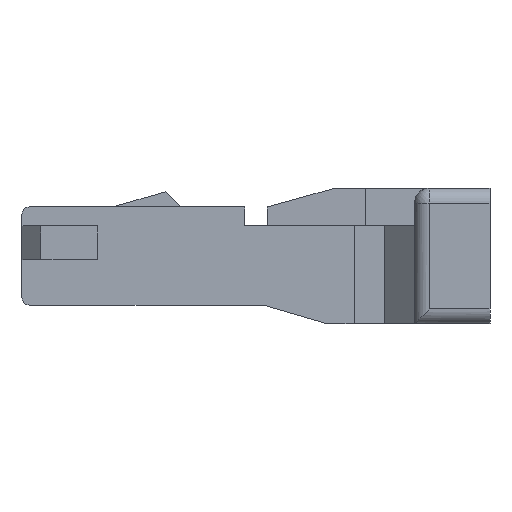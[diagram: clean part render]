
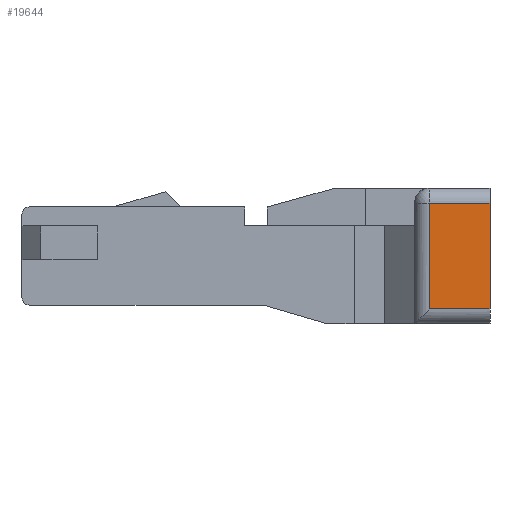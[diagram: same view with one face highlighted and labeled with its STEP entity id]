
A CAD part, left-side view. The second image highlights one B-rep face of the part: STEP entity #19644.
In plain terms, the highlighted planar face has unit normal (-1, 0, 0).
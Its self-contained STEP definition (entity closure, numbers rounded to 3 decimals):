
#55 = CYLINDRICAL_SURFACE('',#56,0.2);
#56 = AXIS2_PLACEMENT_3D('',#57,#58,#59);
#57 = CARTESIAN_POINT('',(-7.035,-10.582,-0.7));
#58 = DIRECTION('',(0.,1.,0.));
#59 = DIRECTION('',(0.,0.,-1.));
#105 = PLANE('',#106);
#106 = AXIS2_PLACEMENT_3D('',#107,#108,#109);
#107 = CARTESIAN_POINT('',(-7.235,-2.5,-0.9));
#108 = DIRECTION('',(0.,-1.,0.));
#109 = DIRECTION('',(1.,0.,0.));
#476 = EDGE_CURVE('',#477,#479,#481,.T.);
#477 = VERTEX_POINT('',#478);
#478 = CARTESIAN_POINT('',(-7.235,-2.5,-0.7));
#479 = VERTEX_POINT('',#480);
#480 = CARTESIAN_POINT('',(-7.235,-1.7,-0.7));
#481 = SURFACE_CURVE('',#482,(#486,#515),.PCURVE_S1.);
#482 = LINE('',#483,#484);
#483 = CARTESIAN_POINT('',(-7.235,-2.5,-0.7));
#484 = VECTOR('',#485,1.);
#485 = DIRECTION('',(0.,1.,0.));
#486 = PCURVE('',#55,#487);
#487 = DEFINITIONAL_REPRESENTATION('',(#488),#514);
#488 = B_SPLINE_CURVE_WITH_KNOTS('',3,(#489,#490,#491,#492,#493,#494,
    #495,#496,#497,#498,#499,#500,#501,#502,#503,#504,#505,#506,#507,
    #508,#509,#510,#511,#512,#513),.UNSPECIFIED.,.F.,.F.,(4,1,1,1,1,1,1,
    1,1,1,1,1,1,1,1,1,1,1,1,1,1,1,4),(0.,0.036,
    0.073,0.109,0.145,0.182,
    0.218,0.255,0.291,0.327,
    0.364,0.4,0.436,0.473,0.509,
    0.545,0.582,0.618,0.655,
    0.691,0.727,0.764,0.8),
  .QUASI_UNIFORM_KNOTS.);
#489 = CARTESIAN_POINT('',(1.571,8.082));
#490 = CARTESIAN_POINT('',(1.571,8.094));
#491 = CARTESIAN_POINT('',(1.571,8.119));
#492 = CARTESIAN_POINT('',(1.571,8.155));
#493 = CARTESIAN_POINT('',(1.571,8.191));
#494 = CARTESIAN_POINT('',(1.571,8.228));
#495 = CARTESIAN_POINT('',(1.571,8.264));
#496 = CARTESIAN_POINT('',(1.571,8.301));
#497 = CARTESIAN_POINT('',(1.571,8.337));
#498 = CARTESIAN_POINT('',(1.571,8.373));
#499 = CARTESIAN_POINT('',(1.571,8.41));
#500 = CARTESIAN_POINT('',(1.571,8.446));
#501 = CARTESIAN_POINT('',(1.571,8.482));
#502 = CARTESIAN_POINT('',(1.571,8.519));
#503 = CARTESIAN_POINT('',(1.571,8.555));
#504 = CARTESIAN_POINT('',(1.571,8.591));
#505 = CARTESIAN_POINT('',(1.571,8.628));
#506 = CARTESIAN_POINT('',(1.571,8.664));
#507 = CARTESIAN_POINT('',(1.571,8.701));
#508 = CARTESIAN_POINT('',(1.571,8.737));
#509 = CARTESIAN_POINT('',(1.571,8.773));
#510 = CARTESIAN_POINT('',(1.571,8.81));
#511 = CARTESIAN_POINT('',(1.571,8.846));
#512 = CARTESIAN_POINT('',(1.571,8.87));
#513 = CARTESIAN_POINT('',(1.571,8.882));
#514 = ( GEOMETRIC_REPRESENTATION_CONTEXT(2) 
PARAMETRIC_REPRESENTATION_CONTEXT() REPRESENTATION_CONTEXT('2D SPACE',''
  ) );
#515 = PCURVE('',#516,#521);
#516 = PLANE('',#517);
#517 = AXIS2_PLACEMENT_3D('',#518,#519,#520);
#518 = CARTESIAN_POINT('',(-7.235,-1.5,-0.9));
#519 = DIRECTION('',(-1.,0.,0.));
#520 = DIRECTION('',(0.,-1.,0.));
#521 = DEFINITIONAL_REPRESENTATION('',(#522),#526);
#522 = LINE('',#523,#524);
#523 = CARTESIAN_POINT('',(1.,0.2));
#524 = VECTOR('',#525,1.);
#525 = DIRECTION('',(-1.,0.));
#526 = ( GEOMETRIC_REPRESENTATION_CONTEXT(2) 
PARAMETRIC_REPRESENTATION_CONTEXT() REPRESENTATION_CONTEXT('2D SPACE',''
  ) );
#594 = CYLINDRICAL_SURFACE('',#595,0.2);
#595 = AXIS2_PLACEMENT_3D('',#596,#597,#598);
#596 = CARTESIAN_POINT('',(-7.035,-1.7,-3.246));
#597 = DIRECTION('',(0.,0.,1.));
#598 = DIRECTION('',(0.,1.,0.));
#881 = EDGE_CURVE('',#477,#882,#884,.T.);
#882 = VERTEX_POINT('',#883);
#883 = CARTESIAN_POINT('',(-7.235,-2.5,0.7));
#884 = SURFACE_CURVE('',#885,(#889,#896),.PCURVE_S1.);
#885 = LINE('',#886,#887);
#886 = CARTESIAN_POINT('',(-7.235,-2.5,-0.7));
#887 = VECTOR('',#888,1.);
#888 = DIRECTION('',(0.,0.,1.));
#889 = PCURVE('',#105,#890);
#890 = DEFINITIONAL_REPRESENTATION('',(#891),#895);
#891 = LINE('',#892,#893);
#892 = CARTESIAN_POINT('',(0.,0.2));
#893 = VECTOR('',#894,1.);
#894 = DIRECTION('',(0.,1.));
#895 = ( GEOMETRIC_REPRESENTATION_CONTEXT(2) 
PARAMETRIC_REPRESENTATION_CONTEXT() REPRESENTATION_CONTEXT('2D SPACE',''
  ) );
#896 = PCURVE('',#516,#897);
#897 = DEFINITIONAL_REPRESENTATION('',(#898),#902);
#898 = LINE('',#899,#900);
#899 = CARTESIAN_POINT('',(1.,0.2));
#900 = VECTOR('',#901,1.);
#901 = DIRECTION('',(0.,1.));
#902 = ( GEOMETRIC_REPRESENTATION_CONTEXT(2) 
PARAMETRIC_REPRESENTATION_CONTEXT() REPRESENTATION_CONTEXT('2D SPACE',''
  ) );
#921 = CYLINDRICAL_SURFACE('',#922,0.2);
#922 = AXIS2_PLACEMENT_3D('',#923,#924,#925);
#923 = CARTESIAN_POINT('',(-7.035,-10.582,0.7));
#924 = DIRECTION('',(0.,1.,0.));
#925 = DIRECTION('',(-1.,0.,0.));
#19533 = VERTEX_POINT('',#19534);
#19534 = CARTESIAN_POINT('',(-7.235,-1.7,0.7));
#19602 = EDGE_CURVE('',#479,#19533,#19603,.T.);
#19603 = SURFACE_CURVE('',#19604,(#19608,#19637),.PCURVE_S1.);
#19604 = LINE('',#19605,#19606);
#19605 = CARTESIAN_POINT('',(-7.235,-1.7,-0.7));
#19606 = VECTOR('',#19607,1.);
#19607 = DIRECTION('',(0.,0.,1.));
#19608 = PCURVE('',#594,#19609);
#19609 = DEFINITIONAL_REPRESENTATION('',(#19610),#19636);
#19610 = B_SPLINE_CURVE_WITH_KNOTS('',3,(#19611,#19612,#19613,#19614,
    #19615,#19616,#19617,#19618,#19619,#19620,#19621,#19622,#19623,
    #19624,#19625,#19626,#19627,#19628,#19629,#19630,#19631,#19632,
    #19633,#19634,#19635),.UNSPECIFIED.,.F.,.F.,(4,1,1,1,1,1,1,1,1,1,1,1
    ,1,1,1,1,1,1,1,1,1,1,4),(0.,0.064,0.127,
    0.191,0.255,0.318,0.382,
    0.445,0.509,0.573,0.636,0.7,
    0.764,0.827,0.891,0.955,
    1.018,1.082,1.145,1.209,
    1.273,1.336,1.4),.QUASI_UNIFORM_KNOTS.);
#19611 = CARTESIAN_POINT('',(1.571,2.546));
#19612 = CARTESIAN_POINT('',(1.571,2.568));
#19613 = CARTESIAN_POINT('',(1.571,2.61));
#19614 = CARTESIAN_POINT('',(1.571,2.674));
#19615 = CARTESIAN_POINT('',(1.571,2.737));
#19616 = CARTESIAN_POINT('',(1.571,2.801));
#19617 = CARTESIAN_POINT('',(1.571,2.865));
#19618 = CARTESIAN_POINT('',(1.571,2.928));
#19619 = CARTESIAN_POINT('',(1.571,2.992));
#19620 = CARTESIAN_POINT('',(1.571,3.056));
#19621 = CARTESIAN_POINT('',(1.571,3.119));
#19622 = CARTESIAN_POINT('',(1.571,3.183));
#19623 = CARTESIAN_POINT('',(1.571,3.246));
#19624 = CARTESIAN_POINT('',(1.571,3.31));
#19625 = CARTESIAN_POINT('',(1.571,3.374));
#19626 = CARTESIAN_POINT('',(1.571,3.437));
#19627 = CARTESIAN_POINT('',(1.571,3.501));
#19628 = CARTESIAN_POINT('',(1.571,3.565));
#19629 = CARTESIAN_POINT('',(1.571,3.628));
#19630 = CARTESIAN_POINT('',(1.571,3.692));
#19631 = CARTESIAN_POINT('',(1.571,3.756));
#19632 = CARTESIAN_POINT('',(1.571,3.819));
#19633 = CARTESIAN_POINT('',(1.571,3.883));
#19634 = CARTESIAN_POINT('',(1.571,3.925));
#19635 = CARTESIAN_POINT('',(1.571,3.946));
#19636 = ( GEOMETRIC_REPRESENTATION_CONTEXT(2) 
PARAMETRIC_REPRESENTATION_CONTEXT() REPRESENTATION_CONTEXT('2D SPACE',''
  ) );
#19637 = PCURVE('',#516,#19638);
#19638 = DEFINITIONAL_REPRESENTATION('',(#19639),#19643);
#19639 = LINE('',#19640,#19641);
#19640 = CARTESIAN_POINT('',(0.2,0.2));
#19641 = VECTOR('',#19642,1.);
#19642 = DIRECTION('',(0.,1.));
#19643 = ( GEOMETRIC_REPRESENTATION_CONTEXT(2) 
PARAMETRIC_REPRESENTATION_CONTEXT() REPRESENTATION_CONTEXT('2D SPACE',''
  ) );
#19644 = ADVANCED_FACE('',(#19645),#516,.T.);
#19645 = FACE_BOUND('',#19646,.F.);
#19646 = EDGE_LOOP('',(#19647,#19690,#19691,#19692));
#19647 = ORIENTED_EDGE('',*,*,#19648,.F.);
#19648 = EDGE_CURVE('',#882,#19533,#19649,.T.);
#19649 = SURFACE_CURVE('',#19650,(#19654,#19661),.PCURVE_S1.);
#19650 = LINE('',#19651,#19652);
#19651 = CARTESIAN_POINT('',(-7.235,-2.5,0.7));
#19652 = VECTOR('',#19653,1.);
#19653 = DIRECTION('',(0.,1.,0.));
#19654 = PCURVE('',#516,#19655);
#19655 = DEFINITIONAL_REPRESENTATION('',(#19656),#19660);
#19656 = LINE('',#19657,#19658);
#19657 = CARTESIAN_POINT('',(1.,1.6));
#19658 = VECTOR('',#19659,1.);
#19659 = DIRECTION('',(-1.,0.));
#19660 = ( GEOMETRIC_REPRESENTATION_CONTEXT(2) 
PARAMETRIC_REPRESENTATION_CONTEXT() REPRESENTATION_CONTEXT('2D SPACE',''
  ) );
#19661 = PCURVE('',#921,#19662);
#19662 = DEFINITIONAL_REPRESENTATION('',(#19663),#19689);
#19663 = B_SPLINE_CURVE_WITH_KNOTS('',3,(#19664,#19665,#19666,#19667,
    #19668,#19669,#19670,#19671,#19672,#19673,#19674,#19675,#19676,
    #19677,#19678,#19679,#19680,#19681,#19682,#19683,#19684,#19685,
    #19686,#19687,#19688),.UNSPECIFIED.,.F.,.F.,(4,1,1,1,1,1,1,1,1,1,1,1
    ,1,1,1,1,1,1,1,1,1,1,4),(0.,0.036,
    0.073,0.109,0.145,0.182,
    0.218,0.255,0.291,0.327,
    0.364,0.4,0.436,0.473,0.509,
    0.545,0.582,0.618,0.655,
    0.691,0.727,0.764,0.8),
  .QUASI_UNIFORM_KNOTS.);
#19664 = CARTESIAN_POINT('',(0.,8.082));
#19665 = CARTESIAN_POINT('',(0.,8.094));
#19666 = CARTESIAN_POINT('',(0.,8.119));
#19667 = CARTESIAN_POINT('',(0.,8.155));
#19668 = CARTESIAN_POINT('',(0.,8.191));
#19669 = CARTESIAN_POINT('',(0.,8.228));
#19670 = CARTESIAN_POINT('',(0.,8.264));
#19671 = CARTESIAN_POINT('',(0.,8.301));
#19672 = CARTESIAN_POINT('',(0.,8.337));
#19673 = CARTESIAN_POINT('',(0.,8.373));
#19674 = CARTESIAN_POINT('',(0.,8.41));
#19675 = CARTESIAN_POINT('',(0.,8.446));
#19676 = CARTESIAN_POINT('',(0.,8.482));
#19677 = CARTESIAN_POINT('',(0.,8.519));
#19678 = CARTESIAN_POINT('',(0.,8.555));
#19679 = CARTESIAN_POINT('',(0.,8.591));
#19680 = CARTESIAN_POINT('',(0.,8.628));
#19681 = CARTESIAN_POINT('',(0.,8.664));
#19682 = CARTESIAN_POINT('',(0.,8.701));
#19683 = CARTESIAN_POINT('',(0.,8.737));
#19684 = CARTESIAN_POINT('',(0.,8.773));
#19685 = CARTESIAN_POINT('',(0.,8.81));
#19686 = CARTESIAN_POINT('',(0.,8.846));
#19687 = CARTESIAN_POINT('',(0.,8.87));
#19688 = CARTESIAN_POINT('',(0.,8.882));
#19689 = ( GEOMETRIC_REPRESENTATION_CONTEXT(2) 
PARAMETRIC_REPRESENTATION_CONTEXT() REPRESENTATION_CONTEXT('2D SPACE',''
  ) );
#19690 = ORIENTED_EDGE('',*,*,#881,.F.);
#19691 = ORIENTED_EDGE('',*,*,#476,.T.);
#19692 = ORIENTED_EDGE('',*,*,#19602,.T.);
